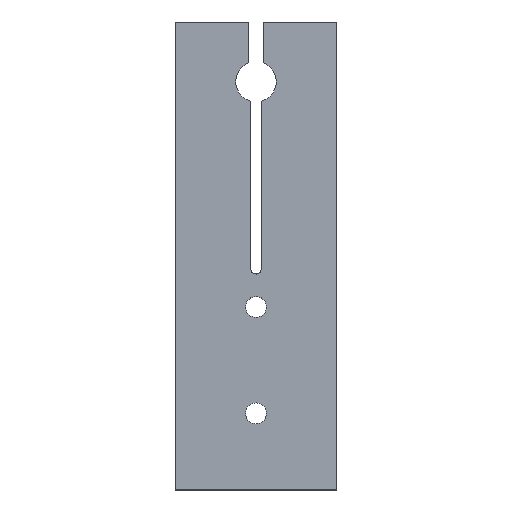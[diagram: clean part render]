
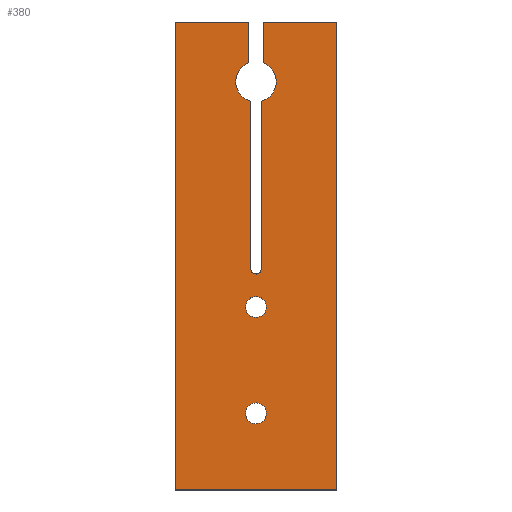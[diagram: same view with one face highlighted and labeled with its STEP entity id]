
A CAD part, top view. The second image highlights one B-rep face of the part: STEP entity #380.
In plain terms, the highlighted planar face has unit normal (0, 0, 1).
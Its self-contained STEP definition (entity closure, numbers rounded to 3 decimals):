
#21=FACE_BOUND('',#76,.T.);
#22=FACE_BOUND('',#77,.T.);
#33=PLANE('',#436);
#51=FACE_OUTER_BOUND('',#75,.T.);
#75=EDGE_LOOP('',(#340,#341,#342,#343,#344,#345,#346,#347,#348,#349,#350,
#351));
#76=EDGE_LOOP('',(#352,#353));
#77=EDGE_LOOP('',(#354,#355));
#95=LINE('',#606,#129);
#97=LINE('',#610,#131);
#101=LINE('',#631,#135);
#103=LINE('',#635,#137);
#105=LINE('',#639,#139);
#107=LINE('',#643,#141);
#109=LINE('',#646,#143);
#110=LINE('',#648,#144);
#111=LINE('',#650,#145);
#129=VECTOR('',#494,10.);
#131=VECTOR('',#498,10.);
#135=VECTOR('',#520,10.);
#137=VECTOR('',#524,10.);
#139=VECTOR('',#528,10.);
#141=VECTOR('',#532,10.);
#143=VECTOR('',#536,10.);
#144=VECTOR('',#539,10.);
#145=VECTOR('',#542,10.);
#146=CIRCLE('',#402,2.459);
#147=CIRCLE('',#403,2.459);
#149=CIRCLE('',#406,2.459);
#150=CIRCLE('',#407,2.459);
#152=CIRCLE('',#410,1.25);
#156=CIRCLE('',#416,4.75);
#157=CIRCLE('',#418,4.75);
#164=VERTEX_POINT('',#547);
#165=VERTEX_POINT('',#548);
#167=VERTEX_POINT('',#555);
#168=VERTEX_POINT('',#556);
#171=VERTEX_POINT('',#564);
#172=VERTEX_POINT('',#566);
#184=VERTEX_POINT('',#594);
#185=VERTEX_POINT('',#596);
#186=VERTEX_POINT('',#600);
#187=VERTEX_POINT('',#602);
#188=VERTEX_POINT('',#608);
#195=VERTEX_POINT('',#628);
#196=VERTEX_POINT('',#630);
#197=VERTEX_POINT('',#634);
#198=VERTEX_POINT('',#638);
#199=VERTEX_POINT('',#642);
#200=EDGE_CURVE('',#164,#165,#146,.T.);
#201=EDGE_CURVE('',#165,#164,#147,.T.);
#204=EDGE_CURVE('',#167,#168,#149,.T.);
#205=EDGE_CURVE('',#168,#167,#150,.T.);
#209=EDGE_CURVE('',#172,#171,#152,.T.);
#224=EDGE_CURVE('',#185,#184,#156,.T.);
#227=EDGE_CURVE('',#187,#186,#157,.T.);
#229=EDGE_CURVE('',#186,#172,#95,.T.);
#231=EDGE_CURVE('',#184,#188,#97,.T.);
#241=EDGE_CURVE('',#196,#195,#101,.T.);
#243=EDGE_CURVE('',#197,#187,#103,.T.);
#245=EDGE_CURVE('',#198,#197,#105,.T.);
#247=EDGE_CURVE('',#199,#198,#107,.T.);
#249=EDGE_CURVE('',#195,#199,#109,.T.);
#250=EDGE_CURVE('',#188,#196,#110,.T.);
#251=EDGE_CURVE('',#171,#185,#111,.T.);
#340=ORIENTED_EDGE('',*,*,#209,.T.);
#341=ORIENTED_EDGE('',*,*,#251,.T.);
#342=ORIENTED_EDGE('',*,*,#224,.T.);
#343=ORIENTED_EDGE('',*,*,#231,.T.);
#344=ORIENTED_EDGE('',*,*,#250,.T.);
#345=ORIENTED_EDGE('',*,*,#241,.T.);
#346=ORIENTED_EDGE('',*,*,#249,.T.);
#347=ORIENTED_EDGE('',*,*,#247,.T.);
#348=ORIENTED_EDGE('',*,*,#245,.T.);
#349=ORIENTED_EDGE('',*,*,#243,.T.);
#350=ORIENTED_EDGE('',*,*,#227,.T.);
#351=ORIENTED_EDGE('',*,*,#229,.T.);
#352=ORIENTED_EDGE('',*,*,#200,.T.);
#353=ORIENTED_EDGE('',*,*,#201,.T.);
#354=ORIENTED_EDGE('',*,*,#204,.T.);
#355=ORIENTED_EDGE('',*,*,#205,.T.);
#380=ADVANCED_FACE('',(#51,#21,#22),#33,.T.);
#402=AXIS2_PLACEMENT_3D('',#549,#441,#442);
#403=AXIS2_PLACEMENT_3D('',#550,#443,#444);
#406=AXIS2_PLACEMENT_3D('',#557,#450,#451);
#407=AXIS2_PLACEMENT_3D('',#558,#452,#453);
#410=AXIS2_PLACEMENT_3D('',#567,#460,#461);
#416=AXIS2_PLACEMENT_3D('',#597,#483,#484);
#418=AXIS2_PLACEMENT_3D('',#603,#489,#490);
#436=AXIS2_PLACEMENT_3D('',#651,#543,#544);
#441=DIRECTION('center_axis',(0.,0.,-1.));
#442=DIRECTION('ref_axis',(1.,0.,0.));
#443=DIRECTION('center_axis',(0.,0.,-1.));
#444=DIRECTION('ref_axis',(1.,0.,0.));
#450=DIRECTION('center_axis',(0.,0.,-1.));
#451=DIRECTION('ref_axis',(1.,0.,0.));
#452=DIRECTION('center_axis',(0.,0.,-1.));
#453=DIRECTION('ref_axis',(1.,0.,0.));
#460=DIRECTION('center_axis',(0.,0.,-1.));
#461=DIRECTION('ref_axis',(1.,0.,0.));
#483=DIRECTION('center_axis',(0.,0.,-1.));
#484=DIRECTION('ref_axis',(1.,0.,0.));
#489=DIRECTION('center_axis',(0.,0.,-1.));
#490=DIRECTION('ref_axis',(1.,0.,0.));
#494=DIRECTION('',(0.,-1.,0.));
#498=DIRECTION('',(0.,1.,0.));
#520=DIRECTION('',(0.,-1.,0.));
#524=DIRECTION('',(0.,-1.,0.));
#528=DIRECTION('',(-1.,0.,0.));
#532=DIRECTION('',(0.,1.,0.));
#536=DIRECTION('',(1.,0.,0.));
#539=DIRECTION('',(-1.,0.,0.));
#542=DIRECTION('',(0.,1.,0.));
#543=DIRECTION('center_axis',(0.,0.,1.));
#544=DIRECTION('ref_axis',(1.,0.,0.));
#547=CARTESIAN_POINT('',(2.459,-12.,7.));
#548=CARTESIAN_POINT('',(-2.459,-12.,7.));
#549=CARTESIAN_POINT('Origin',(0.,-12.,7.));
#550=CARTESIAN_POINT('Origin',(0.,-12.,7.));
#555=CARTESIAN_POINT('',(2.459,-37.,7.));
#556=CARTESIAN_POINT('',(-2.459,-37.,7.));
#557=CARTESIAN_POINT('Origin',(0.,-37.,7.));
#558=CARTESIAN_POINT('Origin',(0.,-37.,7.));
#564=CARTESIAN_POINT('',(-1.25,-3.,7.));
#566=CARTESIAN_POINT('',(1.25,-3.,7.));
#567=CARTESIAN_POINT('Origin',(0.,-3.,7.));
#594=CARTESIAN_POINT('',(-1.75,45.416,7.));
#596=CARTESIAN_POINT('',(-1.25,36.417,7.));
#597=CARTESIAN_POINT('Origin',(0.,41.,7.));
#600=CARTESIAN_POINT('',(1.25,36.417,7.));
#602=CARTESIAN_POINT('',(1.75,45.416,7.));
#603=CARTESIAN_POINT('Origin',(0.,41.,7.));
#606=CARTESIAN_POINT('',(1.25,41.,7.));
#608=CARTESIAN_POINT('',(-1.75,55.,7.));
#610=CARTESIAN_POINT('',(-1.75,42.,7.));
#628=CARTESIAN_POINT('',(-19.,-55.,7.));
#630=CARTESIAN_POINT('',(-19.,55.,7.));
#631=CARTESIAN_POINT('',(-19.,55.,7.));
#634=CARTESIAN_POINT('',(1.75,55.,7.));
#635=CARTESIAN_POINT('',(1.75,55.,7.));
#638=CARTESIAN_POINT('',(19.,55.,7.));
#639=CARTESIAN_POINT('',(19.,55.,7.));
#642=CARTESIAN_POINT('',(19.,-55.,7.));
#643=CARTESIAN_POINT('',(19.,-55.,7.));
#646=CARTESIAN_POINT('',(-19.,-55.,7.));
#648=CARTESIAN_POINT('',(-1.75,55.,7.));
#650=CARTESIAN_POINT('',(-1.25,-3.,7.));
#651=CARTESIAN_POINT('Origin',(0.,0.,7.));
